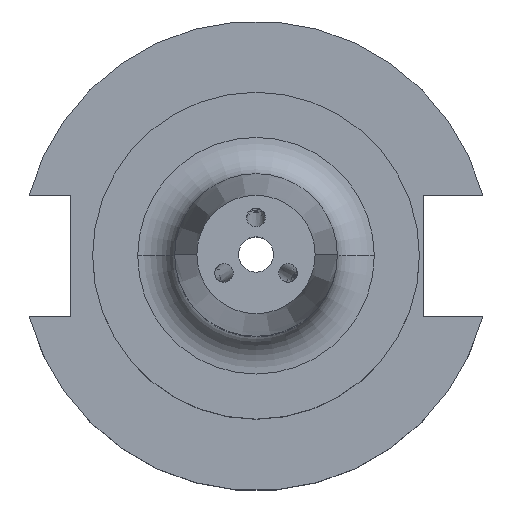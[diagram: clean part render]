
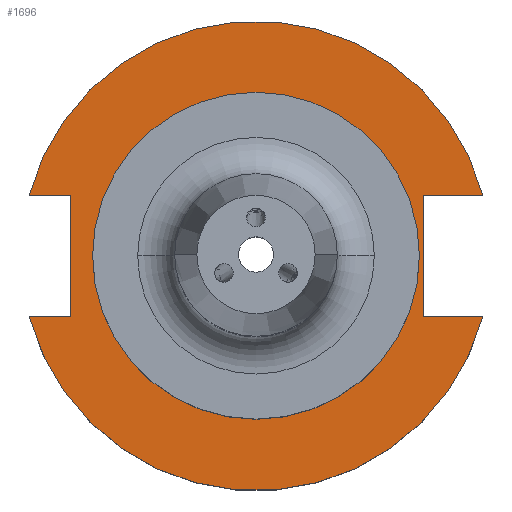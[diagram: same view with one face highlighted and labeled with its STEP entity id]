
A CAD part, top view. The second image highlights one B-rep face of the part: STEP entity #1696.
In plain terms, the highlighted planar face has unit normal (0, 0, 1).
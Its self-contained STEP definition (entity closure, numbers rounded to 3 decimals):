
#4 = VERTEX_POINT ( 'NONE', #2162 ) ;
#36 = ORIENTED_EDGE ( 'NONE', *, *, #228, .F. ) ;
#60 = FACE_BOUND ( 'NONE', #2048, .T. ) ;
#101 = DIRECTION ( 'NONE',  ( 0., 1., 0. ) ) ;
#155 = DIRECTION ( 'NONE',  ( 0., -1., 0. ) ) ;
#190 = VERTEX_POINT ( 'NONE', #401 ) ;
#210 = DIRECTION ( 'NONE',  ( 0., 0., 1. ) ) ;
#217 = DIRECTION ( 'NONE',  ( 1., 0., 0. ) ) ;
#228 = EDGE_CURVE ( 'NONE', #4, #2448, #1996, .T. ) ;
#281 = VERTEX_POINT ( 'NONE', #1979 ) ;
#282 = EDGE_CURVE ( 'NONE', #281, #190, #887, .T. ) ;
#311 = CIRCLE ( 'NONE', #2303, 31.75 ) ;
#386 = CARTESIAN_POINT ( 'NONE',  ( 22.606, 8.191, 19.05 ) ) ;
#401 = CARTESIAN_POINT ( 'NONE',  ( -22.1, 0., 19.05 ) ) ;
#415 = FACE_OUTER_BOUND ( 'NONE', #1011, .T. ) ;
#432 = CARTESIAN_POINT ( 'NONE',  ( -25.091, 8.191, 19.05 ) ) ;
#442 = CARTESIAN_POINT ( 'NONE',  ( -25.091, 8.191, 19.05 ) ) ;
#449 = VECTOR ( 'NONE', #155, 1000. ) ;
#468 = LINE ( 'NONE', #1879, #2497 ) ;
#478 = ORIENTED_EDGE ( 'NONE', *, *, #1181, .F. ) ;
#481 = CARTESIAN_POINT ( 'NONE',  ( 30.675, -8.191, 19.05 ) ) ;
#489 = AXIS2_PLACEMENT_3D ( 'NONE', #1491, #925, #2291 ) ;
#498 = EDGE_CURVE ( 'NONE', #1967, #582, #2538, .T. ) ;
#499 = VERTEX_POINT ( 'NONE', #1434 ) ;
#511 = EDGE_CURVE ( 'NONE', #582, #2448, #1488, .T. ) ;
#564 = EDGE_CURVE ( 'NONE', #4, #2286, #311, .T. ) ;
#582 = VERTEX_POINT ( 'NONE', #432 ) ;
#646 = LINE ( 'NONE', #1204, #1619 ) ;
#828 = AXIS2_PLACEMENT_3D ( 'NONE', #1157, #2524, #1352 ) ;
#887 = CIRCLE ( 'NONE', #1398, 22.1 ) ;
#925 = DIRECTION ( 'NONE',  ( 0., 0., -1. ) ) ;
#939 = ORIENTED_EDGE ( 'NONE', *, *, #2144, .F. ) ;
#948 = VECTOR ( 'NONE', #1986, 1000. ) ;
#953 = VECTOR ( 'NONE', #1296, 1000. ) ;
#978 = ORIENTED_EDGE ( 'NONE', *, *, #564, .T. ) ;
#983 = VECTOR ( 'NONE', #217, 1000. ) ;
#1011 = EDGE_LOOP ( 'NONE', ( #1041, #36, #978, #1418, #1564, #478, #1875, #2236 ) ) ;
#1041 = ORIENTED_EDGE ( 'NONE', *, *, #511, .T. ) ;
#1044 = DIRECTION ( 'NONE',  ( 0., 0., 1. ) ) ;
#1046 = EDGE_CURVE ( 'NONE', #499, #2286, #1457, .T. ) ;
#1142 = CARTESIAN_POINT ( 'NONE',  ( -61.091, -8.191, 19.05 ) ) ;
#1157 = CARTESIAN_POINT ( 'NONE',  ( 0., 0., 19.05 ) ) ;
#1172 = CARTESIAN_POINT ( 'NONE',  ( 0., 0., 19.05 ) ) ;
#1181 = EDGE_CURVE ( 'NONE', #1802, #1942, #646, .T. ) ;
#1204 = CARTESIAN_POINT ( 'NONE',  ( 0., 8.191, 19.05 ) ) ;
#1295 = CIRCLE ( 'NONE', #828, 31.75 ) ;
#1296 = DIRECTION ( 'NONE',  ( 1., 0., 0. ) ) ;
#1352 = DIRECTION ( 'NONE',  ( 1., 0., 0. ) ) ;
#1398 = AXIS2_PLACEMENT_3D ( 'NONE', #1417, #2390, #1987 ) ;
#1417 = CARTESIAN_POINT ( 'NONE',  ( 0., 0., 19.05 ) ) ;
#1418 = ORIENTED_EDGE ( 'NONE', *, *, #1046, .F. ) ;
#1434 = CARTESIAN_POINT ( 'NONE',  ( 22.606, -8.191, 19.05 ) ) ;
#1457 = LINE ( 'NONE', #2166, #948 ) ;
#1465 = EDGE_CURVE ( 'NONE', #1802, #1967, #1295, .T. ) ;
#1488 = LINE ( 'NONE', #442, #449 ) ;
#1491 = CARTESIAN_POINT ( 'NONE',  ( 0., 22.1, 19.05 ) ) ;
#1564 = ORIENTED_EDGE ( 'NONE', *, *, #1680, .T. ) ;
#1619 = VECTOR ( 'NONE', #1736, 1000. ) ;
#1680 = EDGE_CURVE ( 'NONE', #499, #1942, #468, .T. ) ;
#1696 = ADVANCED_FACE ( 'NONE', ( #60, #415 ), #1702, .F. ) ;
#1702 = PLANE ( 'NONE',  #489 ) ;
#1736 = DIRECTION ( 'NONE',  ( -1., 0., 0. ) ) ;
#1800 = CIRCLE ( 'NONE', #1896, 22.1 ) ;
#1802 = VERTEX_POINT ( 'NONE', #2318 ) ;
#1875 = ORIENTED_EDGE ( 'NONE', *, *, #1465, .T. ) ;
#1879 = CARTESIAN_POINT ( 'NONE',  ( 22.606, 22.1, 19.05 ) ) ;
#1880 = CARTESIAN_POINT ( 'NONE',  ( -25.091, -8.191, 19.05 ) ) ;
#1896 = AXIS2_PLACEMENT_3D ( 'NONE', #2208, #1044, #2406 ) ;
#1942 = VERTEX_POINT ( 'NONE', #386 ) ;
#1967 = VERTEX_POINT ( 'NONE', #2549 ) ;
#1979 = CARTESIAN_POINT ( 'NONE',  ( 22.1, 0., 19.05 ) ) ;
#1986 = DIRECTION ( 'NONE',  ( 1., 0., 0. ) ) ;
#1987 = DIRECTION ( 'NONE',  ( 1., 0., 0. ) ) ;
#1996 = LINE ( 'NONE', #1142, #953 ) ;
#2005 = CARTESIAN_POINT ( 'NONE',  ( -61.091, 8.191, 19.05 ) ) ;
#2048 = EDGE_LOOP ( 'NONE', ( #2058, #939 ) ) ;
#2058 = ORIENTED_EDGE ( 'NONE', *, *, #282, .F. ) ;
#2144 = EDGE_CURVE ( 'NONE', #190, #281, #1800, .T. ) ;
#2162 = CARTESIAN_POINT ( 'NONE',  ( -30.675, -8.191, 19.05 ) ) ;
#2166 = CARTESIAN_POINT ( 'NONE',  ( 0., -8.191, 19.05 ) ) ;
#2188 = DIRECTION ( 'NONE',  ( 1., 0., 0. ) ) ;
#2208 = CARTESIAN_POINT ( 'NONE',  ( 0., 0., 19.05 ) ) ;
#2236 = ORIENTED_EDGE ( 'NONE', *, *, #498, .T. ) ;
#2286 = VERTEX_POINT ( 'NONE', #481 ) ;
#2291 = DIRECTION ( 'NONE',  ( -1., 0., 0. ) ) ;
#2303 = AXIS2_PLACEMENT_3D ( 'NONE', #1172, #210, #2188 ) ;
#2318 = CARTESIAN_POINT ( 'NONE',  ( 30.675, 8.191, 19.05 ) ) ;
#2390 = DIRECTION ( 'NONE',  ( 0., 0., 1. ) ) ;
#2406 = DIRECTION ( 'NONE',  ( 1., 0., 0. ) ) ;
#2448 = VERTEX_POINT ( 'NONE', #1880 ) ;
#2497 = VECTOR ( 'NONE', #101, 1000. ) ;
#2524 = DIRECTION ( 'NONE',  ( 0., 0., 1. ) ) ;
#2538 = LINE ( 'NONE', #2005, #983 ) ;
#2549 = CARTESIAN_POINT ( 'NONE',  ( -30.675, 8.191, 19.05 ) ) ;
